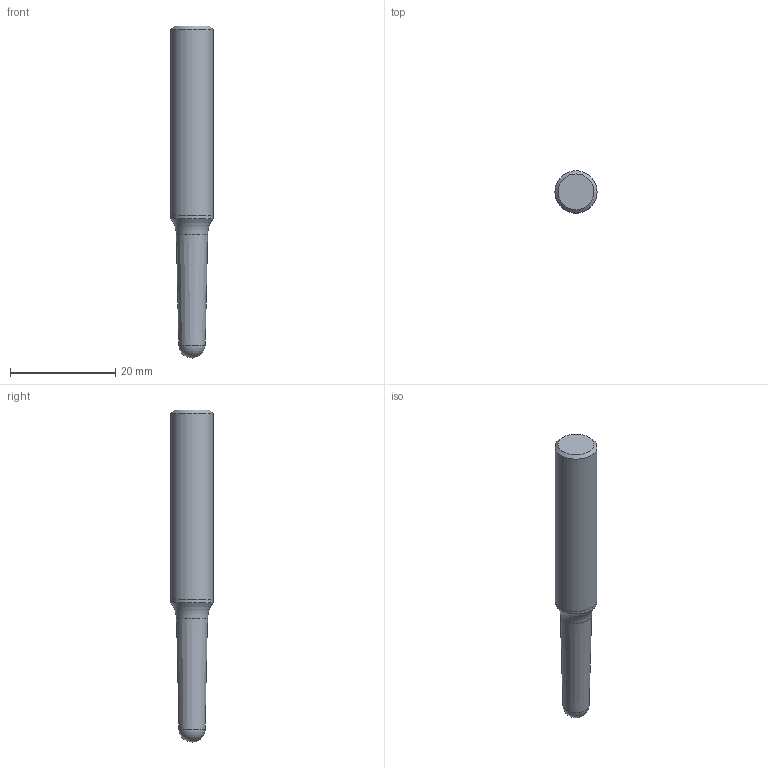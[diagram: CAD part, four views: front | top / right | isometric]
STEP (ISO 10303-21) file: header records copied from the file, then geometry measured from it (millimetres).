
FILE_DESCRIPTION(/* description */ (''),/* implementation_level */ '2;1');
FILE_NAME(/* name */ 'JH780049N2R250.0Z4-HXT.stp',/* time_stamp */ '2018-07-16T10:56:20+05:00',/* author */ (''),/* organization */ (''),/* preprocessor_version */ 'ST-DEVELOPER v16',/* originating_system */ 'SIEMENS PLM Software NX 11.0',/* authorisation */ '');
FILE_SCHEMA (('AUTOMOTIVE_DESIGN { 1 0 10303 214 3 1 1 1 }'));
Length unit declared in the file: millimetre
Products named in the file (1): JH780049N2R250.0Z4-HXT
Bounding box: 8 x 8 x 63 mm (x, y, z)
Volume: 2464.9 mm3; surface area: 1583.2 mm2
Topology: 3 solids, 3 shells, 11 faces, 16 edges, 10 vertices
Faces by surface type: plane 5, cone 2, cylinder 2, sphere 1, torus 1
Full cylindrical faces by diameter (mm): 8 x2
Entity records: 258 total; most frequent: DIRECTION 46, CARTESIAN_POINT 31, AXIS2_PLACEMENT_3D 23, EDGE_LOOP 16, ORIENTED_EDGE 16, ADVANCED_FACE 11, FACE_BOUND 10, VERTEX_POINT 8
